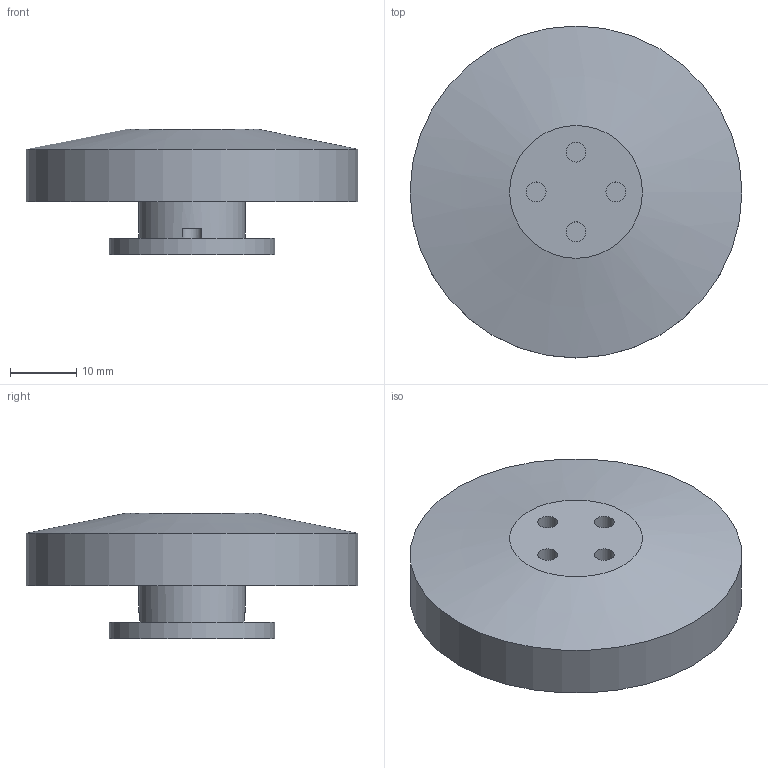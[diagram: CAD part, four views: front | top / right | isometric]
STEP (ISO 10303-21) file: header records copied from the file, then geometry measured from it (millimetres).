
FILE_DESCRIPTION(/* description */ (''),/* implementation_level */ '2;1');
FILE_NAME(/* name */ 'Motor.step',/* time_stamp */ '2022-07-19T20:26:12-04:00',/* author */ (''),/* organization */ (''),/* preprocessor_version */ 'ST-DEVELOPER v19',/* originating_system */ 'Autodesk Translation Framework v11.7.0.108',/* authorisation */ '');
FILE_SCHEMA (('AUTOMOTIVE_DESIGN { 1 0 10303 214 3 1 1 }'));
Length unit declared in the file: millimetre
Products named in the file (1): FusionComponent
Bounding box: 50 x 50 x 18.88 mm (x, y, z)
Volume: 20637.4 mm3; surface area: 6486.2 mm2
Topology: 1 solids, 1 shells, 22 faces, 49 edges, 31 vertices
Faces by surface type: cylinder 11, plane 10, cone 1
Full cylindrical faces by diameter (mm): 3 x8, 16 x1, 24.91 x1, 50 x1
Entity records: 682 total; most frequent: DIRECTION 128, CARTESIAN_POINT 103, ORIENTED_EDGE 98, AXIS2_PLACEMENT_3D 56, EDGE_CURVE 49, CIRCLE 33, EDGE_LOOP 32, VERTEX_POINT 31
